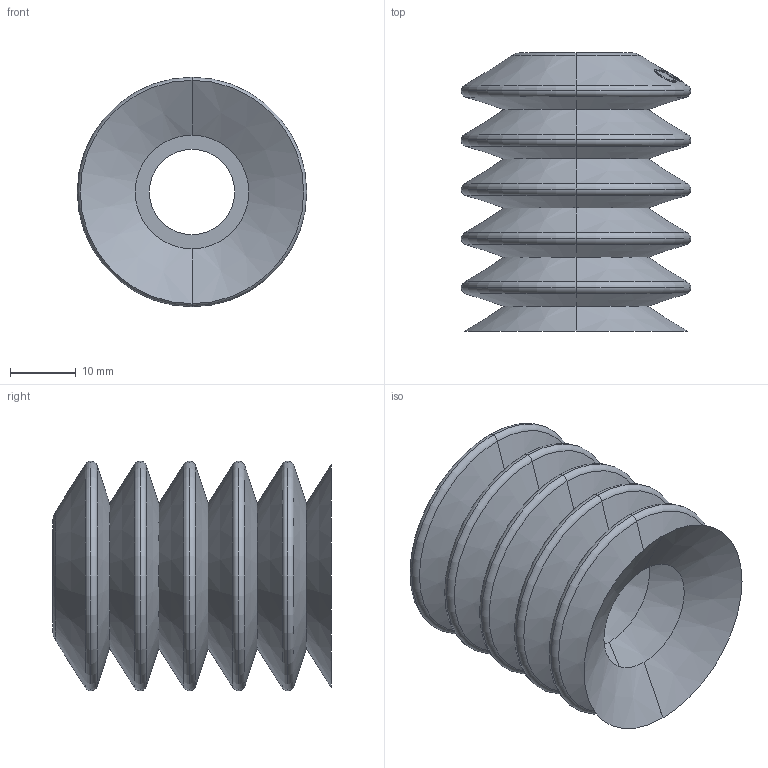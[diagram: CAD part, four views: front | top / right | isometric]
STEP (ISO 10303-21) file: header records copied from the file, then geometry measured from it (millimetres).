
FILE_DESCRIPTION(('STEP AP214'),'1');
FILE_NAME('COVAL_VSE35SI.stp','2017-12-28T08:27:37',('TraceParts'),('TraceParts S.A.'),'Spatial InterOp 3D',' ',' ');
FILE_SCHEMA(('automotive_design'));
Length unit declared in the file: millimetre
Products named in the file (1): COVAL_VSE35SI
Bounding box: 35 x 42.47 x 35 mm (x, y, z)
Volume: 7453.9 mm3; surface area: 15754.6 mm2
Topology: 1 solids, 1 shells, 120 faces, 269 edges, 158 vertices
Faces by surface type: cone 51, bspline 43, torus 22, cylinder 2, plane 2
Entity records: 9347 total; most frequent: CARTESIAN_POINT 6027, ORIENTED_EDGE 538, DIRECTION 390, EDGE_CURVE 269, AXIS2_PLACEMENT_3D 172, VERTEX_POINT 158, EDGE_LOOP 129, B_SPLINE_CURVE_WITH_KNOTS 129
